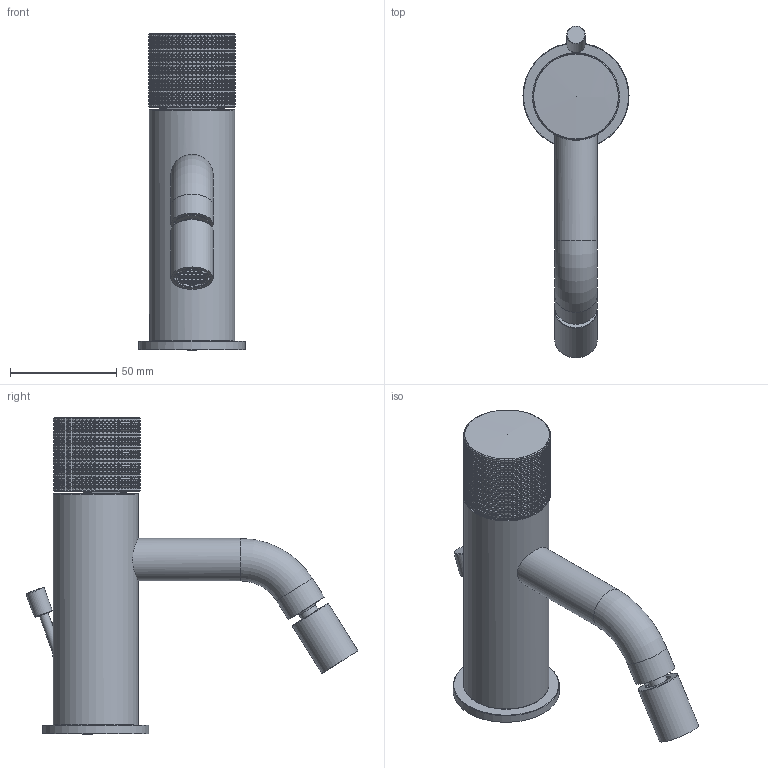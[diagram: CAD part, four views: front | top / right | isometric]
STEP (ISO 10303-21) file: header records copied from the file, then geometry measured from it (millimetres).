
FILE_DESCRIPTION(('HOOPS Exchange Step'),'2;1');
FILE_NAME('temp_export','2024-02-16T14:12:05+01:00',('CiBrutta'),('Shapr3D Limited'),'HOOPS Exchange 2023.2','Shapr3D','Authorized');
FILE_SCHEMA( ('AUTOMOTIVE_DESIGN { 1 0 10303 214 1 1 1 1 }') );
Length unit declared in the file: millimetre
Products named in the file (18): ALOG005C006; los0053.stp; ALOG300C001; ALOG007C004; ALOG300W001; SARPKC0020; SORPKC0014; SARPKC0022; SARPKC0021; SORPKC0015; SARPKC0004; SARPKA0002; SCCMAC0007; SBTMAC0002; SASMAC0001; SPCMAC0001; LOG0060.stp; root
Assembly tree (17 placements, depth 4):
  root
    los0053.stp
      ALOG005C006
    LOG0060.stp
      ALOG300W001
        ALOG300C001
        ALOG007C004
      SARPKA0002
        SARPKC0020
        SORPKC0014
        SARPKC0022
        SARPKC0021
        SORPKC0015
        SARPKC0004
      SCCMAC0007
      SBTMAC0002
      SASMAC0001
      SPCMAC0001
Bounding box: 50 x 156.42 x 149.61 mm (x, y, z)
Volume: 79820.5 mm3; surface area: 73635.1 mm2
Topology: 14 solids, 24 shells, 6573 faces, 14293 edges, 7751 vertices
Faces by surface type: plane 3032, cone 2263, cylinder 1233, torus 30, bspline 12, sphere 3
Full cylindrical faces by diameter (mm): 4.2 x2, 4.3 x1, 4.32 x1, 4.8 x1, 5 x3, 5.1 x1, 5.3 x1, 6.5 x1, 8 x1, 9 x3, 10.3 x1, 11.8 x1, 12.2 x1, 13 x1, 13.2 x1, 13.4 x2, 13.5 x3, 13.6 x1, 13.75 x1, 13.8 x1, 14.5 x1, 14.7 x1, 14.9 x3, 15 x1, 15.1 x1, 15.5 x2, 15.55 x1, 15.6 x1, 16.4 x2, 16.5 x6
Entity records: 184856 total; most frequent: CARTESIAN_POINT 49672, ORIENTED_EDGE 28544, DIRECTION 26868, EDGE_CURVE 14290, AXIS2_PLACEMENT_3D 10596, VERTEX_POINT 7751, EDGE_LOOP 6819, FACE_BOUND 6819
